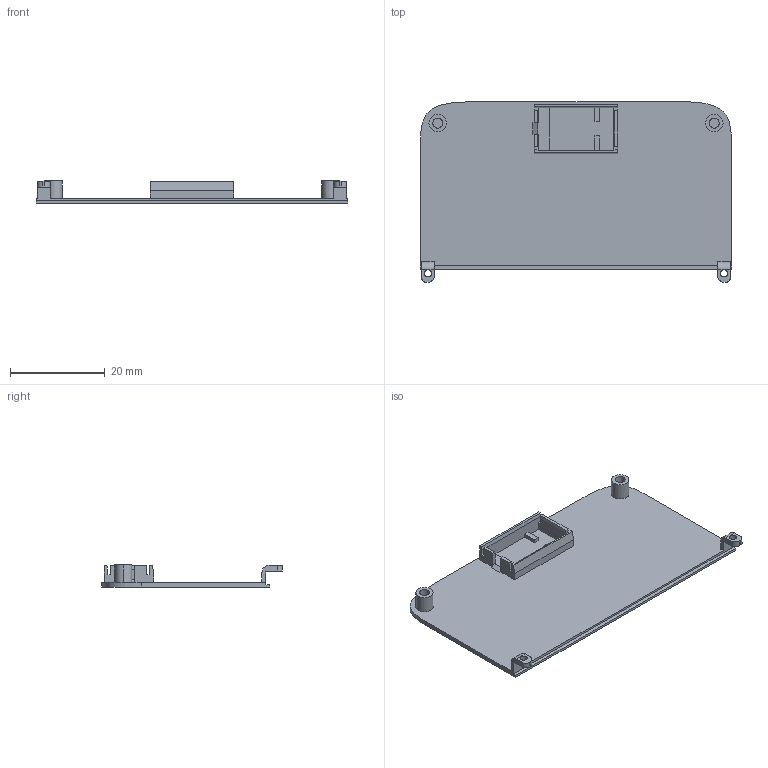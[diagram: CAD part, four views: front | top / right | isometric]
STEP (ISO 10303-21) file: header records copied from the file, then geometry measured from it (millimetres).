
FILE_DESCRIPTION (( 'STEP AP214' ), '1' );
FILE_NAME ('radome.STEP', '2020-04-07T15:47:12', ( '' ), ( '' ), 'SwSTEP 2.0', 'SolidWorks 2019', '' );
FILE_SCHEMA (( 'AUTOMOTIVE_DESIGN' ));
Length unit declared in the file: millimetre
Products named in the file (1): radome
Bounding box: 65.8 x 38.2 x 4.7 mm (x, y, z)
Volume: 2491.6 mm3; surface area: 5430.5 mm2
Topology: 1 solids, 1 shells, 94 faces, 259 edges, 172 vertices
Faces by surface type: plane 72, cylinder 20, bspline 2
Entity records: 3085 total; most frequent: CARTESIAN_POINT 616, ORIENTED_EDGE 518, DIRECTION 481, EDGE_CURVE 259, VECTOR 215, LINE 215, VERTEX_POINT 172, AXIS2_PLACEMENT_3D 133
